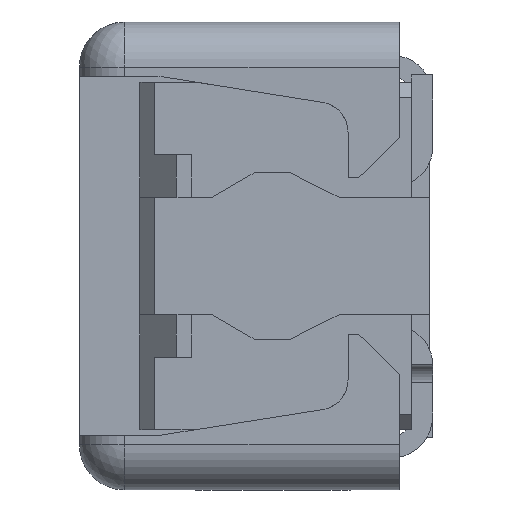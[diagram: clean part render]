
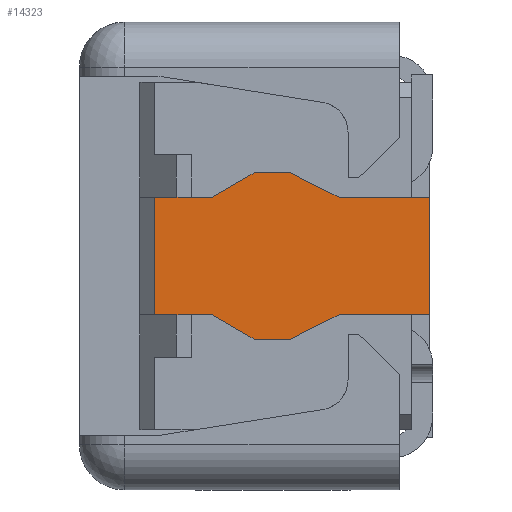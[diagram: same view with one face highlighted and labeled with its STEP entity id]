
A CAD part, left-side view. The second image highlights one B-rep face of the part: STEP entity #14323.
In plain terms, the highlighted planar face has unit normal (-1, 0, 0).
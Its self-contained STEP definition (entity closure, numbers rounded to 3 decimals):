
#5251=DIRECTION('',(0.,0.,-1.));
#5252=VECTOR('',#5251,1.95);
#5253=CARTESIAN_POINT('',(-8.75,1.95,-2.9));
#5254=LINE('',#5253,#5252);
#5255=DIRECTION('',(0.,1.,0.));
#5256=VECTOR('',#5255,0.95);
#5257=CARTESIAN_POINT('',(-8.75,1.,-2.9));
#5258=LINE('',#5257,#5256);
#5259=DIRECTION('',(0.,0.866,-0.5));
#5260=VECTOR('',#5259,0.8);
#5261=CARTESIAN_POINT('',(-8.75,0.307,-2.5));
#5262=LINE('',#5261,#5260);
#5263=DIRECTION('',(0.,1.,0.));
#5264=VECTOR('',#5263,0.607);
#5265=CARTESIAN_POINT('',(-8.75,-0.3,-2.5));
#5266=LINE('',#5265,#5264);
#5267=DIRECTION('',(0.,0.894,0.447));
#5268=VECTOR('',#5267,0.894);
#5269=CARTESIAN_POINT('',(-8.75,-1.1,-2.9));
#5270=LINE('',#5269,#5268);
#5271=DIRECTION('',(0.,1.,0.));
#5272=VECTOR('',#5271,1.5);
#5273=CARTESIAN_POINT('',(-8.75,-2.6,-2.9));
#5274=LINE('',#5273,#5272);
#5275=DIRECTION('',(0.,0.,1.));
#5276=VECTOR('',#5275,1.95);
#5277=CARTESIAN_POINT('',(-8.75,-2.6,-4.85));
#5278=LINE('',#5277,#5276);
#5279=DIRECTION('',(0.,-1.,0.));
#5280=VECTOR('',#5279,1.5);
#5281=CARTESIAN_POINT('',(-8.75,-1.1,-4.85));
#5282=LINE('',#5281,#5280);
#5283=DIRECTION('',(0.,-0.894,0.447));
#5284=VECTOR('',#5283,0.894);
#5285=CARTESIAN_POINT('',(-8.75,-0.3,-5.25));
#5286=LINE('',#5285,#5284);
#5287=DIRECTION('',(0.,-1.,0.));
#5288=VECTOR('',#5287,0.607);
#5289=CARTESIAN_POINT('',(-8.75,0.307,-5.25));
#5290=LINE('',#5289,#5288);
#5291=DIRECTION('',(0.,-0.866,-0.5));
#5292=VECTOR('',#5291,0.8);
#5293=CARTESIAN_POINT('',(-8.75,1.,-4.85));
#5294=LINE('',#5293,#5292);
#5295=DIRECTION('',(0.,-1.,0.));
#5296=VECTOR('',#5295,0.95);
#5297=CARTESIAN_POINT('',(-8.75,1.95,-4.85));
#5298=LINE('',#5297,#5296);
#6055=CARTESIAN_POINT('',(-8.75,1.,-4.85));
#6056=CARTESIAN_POINT('',(-8.75,0.307,-5.25));
#6057=VERTEX_POINT('',#6055);
#6058=VERTEX_POINT('',#6056);
#6059=CARTESIAN_POINT('',(-8.75,-0.3,-5.25));
#6060=VERTEX_POINT('',#6059);
#6061=CARTESIAN_POINT('',(-8.75,-1.1,-4.85));
#6062=CARTESIAN_POINT('',(-8.75,-2.6,-4.85));
#6063=VERTEX_POINT('',#6061);
#6064=VERTEX_POINT('',#6062);
#6065=CARTESIAN_POINT('',(-8.75,-2.6,-2.9));
#6066=VERTEX_POINT('',#6065);
#6067=CARTESIAN_POINT('',(-8.75,-1.1,-2.9));
#6068=VERTEX_POINT('',#6067);
#6069=CARTESIAN_POINT('',(-8.75,-0.3,-2.5));
#6070=CARTESIAN_POINT('',(-8.75,0.307,-2.5));
#6071=VERTEX_POINT('',#6069);
#6072=VERTEX_POINT('',#6070);
#6073=CARTESIAN_POINT('',(-8.75,1.,-2.9));
#6074=VERTEX_POINT('',#6073);
#6209=CARTESIAN_POINT('',(-8.75,1.95,-4.85));
#6211=VERTEX_POINT('',#6209);
#6215=CARTESIAN_POINT('',(-8.75,1.95,-2.9));
#6216=VERTEX_POINT('',#6215);
#14298=CARTESIAN_POINT('',(-8.75,-2.3,0.));
#14299=DIRECTION('',(-1.,0.,0.));
#14300=DIRECTION('',(0.,0.,1.));
#14301=AXIS2_PLACEMENT_3D('',#14298,#14299,#14300);
#14302=PLANE('',#14301);
#14303=ORIENTED_EDGE('',*,*,#12852,.F.);
#14304=ORIENTED_EDGE('',*,*,#12898,.F.);
#14306=ORIENTED_EDGE('',*,*,#14305,.F.);
#14308=ORIENTED_EDGE('',*,*,#14307,.F.);
#14310=ORIENTED_EDGE('',*,*,#14309,.F.);
#14311=ORIENTED_EDGE('',*,*,#12890,.F.);
#14312=ORIENTED_EDGE('',*,*,#14292,.F.);
#14313=ORIENTED_EDGE('',*,*,#12823,.F.);
#14315=ORIENTED_EDGE('',*,*,#14314,.F.);
#14317=ORIENTED_EDGE('',*,*,#14316,.F.);
#14319=ORIENTED_EDGE('',*,*,#14318,.F.);
#14320=ORIENTED_EDGE('',*,*,#12815,.F.);
#14321=EDGE_LOOP('',(#14303,#14304,#14306,#14308,#14310,#14311,#14312,#14313,
#14315,#14317,#14319,#14320));
#14322=FACE_OUTER_BOUND('',#14321,.F.);
#12815=EDGE_CURVE('',#6211,#6057,#5298,.T.);
#12823=EDGE_CURVE('',#6063,#6064,#5282,.T.);
#12852=EDGE_CURVE('',#6216,#6211,#5254,.T.);
#12890=EDGE_CURVE('',#6066,#6068,#5274,.T.);
#12898=EDGE_CURVE('',#6074,#6216,#5258,.T.);
#14292=EDGE_CURVE('',#6064,#6066,#5278,.T.);
#14305=EDGE_CURVE('',#6072,#6074,#5262,.T.);
#14307=EDGE_CURVE('',#6071,#6072,#5266,.T.);
#14309=EDGE_CURVE('',#6068,#6071,#5270,.T.);
#14314=EDGE_CURVE('',#6060,#6063,#5286,.T.);
#14316=EDGE_CURVE('',#6058,#6060,#5290,.T.);
#14318=EDGE_CURVE('',#6057,#6058,#5294,.T.);
#14323=ADVANCED_FACE('',(#14322),#14302,.T.);
